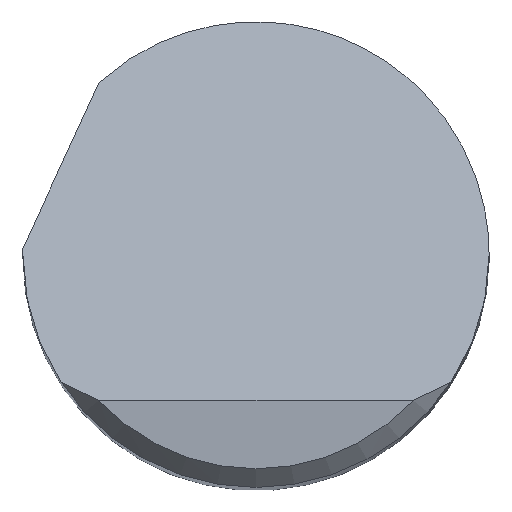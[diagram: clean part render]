
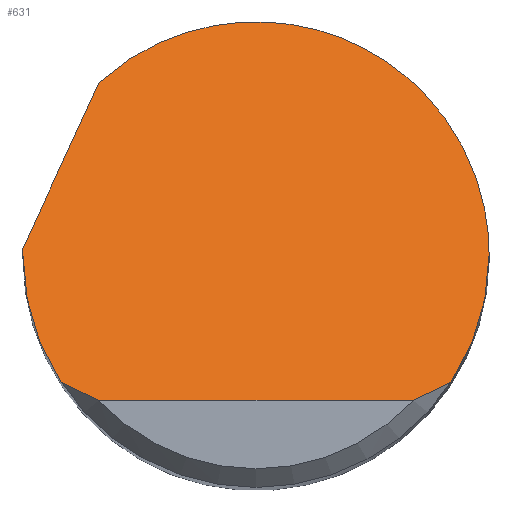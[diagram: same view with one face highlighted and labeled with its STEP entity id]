
A CAD part, top view. The second image highlights one B-rep face of the part: STEP entity #631.
In plain terms, the highlighted planar face has unit normal (0, 0.707, 0.707).
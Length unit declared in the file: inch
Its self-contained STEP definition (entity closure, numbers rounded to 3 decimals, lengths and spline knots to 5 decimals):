
#2 = CARTESIAN_POINT ( 'NONE',  ( -0.18743, 0.005, 2.3775 ) ) ;
#5 = CARTESIAN_POINT ( 'NONE',  ( -0.1875, 0., 2.3825 ) ) ;
#7 = CARTESIAN_POINT ( 'NONE',  ( -0.157, -0.1025, 2.485 ) ) ;
#27 = CARTESIAN_POINT ( 'NONE',  ( 0.1875, 0., 2.3825 ) ) ;
#32 = VERTEX_POINT ( 'NONE', #108 ) ;
#43 = CARTESIAN_POINT ( 'NONE',  ( 0.12629, -0.1175, 2.5 ) ) ;
#46 = EDGE_CURVE ( 'NONE', #318, #220, #399, .T. ) ;
#47 = CARTESIAN_POINT ( 'NONE',  ( -0.157, -0.1025, 2.485 ) ) ;
#49 = CARTESIAN_POINT ( 'NONE',  ( -0.14711, -0.10785, 2.49035 ) ) ;
#51 = EDGE_CURVE ( 'NONE', #391, #32, #681, .T. ) ;
#60 = EDGE_CURVE ( 'NONE', #220, #304, #152, .T. ) ;
#85 = EDGE_CURVE ( 'NONE', #684, #304, #189, .T. ) ;
#103 = CARTESIAN_POINT ( 'NONE',  ( 0.12629, -0.1175, 2.5 ) ) ;
#108 = CARTESIAN_POINT ( 'NONE',  ( -0.12629, -0.1175, 2.5 ) ) ;
#133 = ORIENTED_EDGE ( 'NONE', *, *, #51, .T. ) ;
#134 = CARTESIAN_POINT ( 'NONE',  ( 0., -0.1175, 2.5 ) ) ;
#137 = LINE ( 'NONE', #134, #235 ) ;
#141 =( BOUNDED_CURVE ( )  B_SPLINE_CURVE ( 3, ( #533, #360, #358, #5 ),
 .UNSPECIFIED., .F., .T. ) 
 B_SPLINE_CURVE_WITH_KNOTS ( ( 4, 4 ),
 ( 4.13401, 4.71239 ),
 .UNSPECIFIED. ) 
 CURVE ( )  GEOMETRIC_REPRESENTATION_ITEM ( )  RATIONAL_B_SPLINE_CURVE ( ( 1., 0.972, 0.972, 1. ) ) 
 REPRESENTATION_ITEM ( '' )  );
#152 =( BOUNDED_CURVE ( )  B_SPLINE_CURVE ( 3, ( #405, #521, #750, #634 ),
 .UNSPECIFIED., .F., .T. ) 
 B_SPLINE_CURVE_WITH_KNOTS ( ( 4, 4 ),
 ( 1.5708, 2.14917 ),
 .UNSPECIFIED. ) 
 CURVE ( )  GEOMETRIC_REPRESENTATION_ITEM ( )  RATIONAL_B_SPLINE_CURVE ( ( 1., 0.972, 0.972, 1. ) ) 
 REPRESENTATION_ITEM ( '' )  );
#154 = VERTEX_POINT ( 'NONE', #219 ) ;
#187 = ORIENTED_EDGE ( 'NONE', *, *, #423, .F. ) ;
#189 = B_SPLINE_CURVE_WITH_KNOTS ( 'NONE', 3,
 ( #43, #630, #470, #699 ),
 .UNSPECIFIED., .F., .F.,
 ( 4, 4 ),
 ( 0., 0.00095 ),
 .UNSPECIFIED. ) ;
#192 = PLANE ( 'NONE',  #627 ) ;
#193 = VECTOR ( 'NONE', #262, 39.37008 ) ;
#197 = DIRECTION ( 'NONE',  ( 1., 0., 0. ) ) ;
#212 = ORIENTED_EDGE ( 'NONE', *, *, #85, .T. ) ;
#214 = CARTESIAN_POINT ( 'NONE',  ( 0.014, 0.26635, 2.11615 ) ) ;
#216 = ORIENTED_EDGE ( 'NONE', *, *, #46, .F. ) ;
#219 = CARTESIAN_POINT ( 'NONE',  ( -0.1875, 0., 2.3825 ) ) ;
#220 = VERTEX_POINT ( 'NONE', #27 ) ;
#235 = VECTOR ( 'NONE', #197, 39.37008 ) ;
#262 = DIRECTION ( 'NONE',  ( 0.308, 0.673, -0.673 ) ) ;
#290 = CARTESIAN_POINT ( 'NONE',  ( -0.12629, -0.1175, 2.5 ) ) ;
#293 = EDGE_CURVE ( 'NONE', #443, #318, #605, .T. ) ;
#304 = VERTEX_POINT ( 'NONE', #381 ) ;
#315 = EDGE_CURVE ( 'NONE', #154, #443, #712, .T. ) ;
#318 = VERTEX_POINT ( 'NONE', #722 ) ;
#324 = CARTESIAN_POINT ( 'NONE',  ( -0.23821, -0.10589, 2.48839 ) ) ;
#337 = EDGE_LOOP ( 'NONE', ( #361, #212, #567, #216, #655, #435, #187, #133 ) ) ;
#358 = CARTESIAN_POINT ( 'NONE',  ( -0.1875, -0.03666, 2.41916 ) ) ;
#360 = CARTESIAN_POINT ( 'NONE',  ( -0.17704, -0.0718, 2.4543 ) ) ;
#361 = ORIENTED_EDGE ( 'NONE', *, *, #642, .T. ) ;
#374 = DIRECTION ( 'NONE',  ( 0., 0.707, -0.707 ) ) ;
#381 = CARTESIAN_POINT ( 'NONE',  ( 0.157, -0.1025, 2.485 ) ) ;
#388 = FACE_OUTER_BOUND ( 'NONE', #337, .T. ) ;
#391 = VERTEX_POINT ( 'NONE', #7 ) ;
#399 =( BOUNDED_CURVE ( )  B_SPLINE_CURVE ( 3, ( #517, #214, #623, #575 ),
 .UNSPECIFIED., .F., .T. ) 
 B_SPLINE_CURVE_WITH_KNOTS ( ( 4, 4 ),
 ( 5.54449, 7.85398 ),
 .UNSPECIFIED. ) 
 CURVE ( )  GEOMETRIC_REPRESENTATION_ITEM ( )  RATIONAL_B_SPLINE_CURVE ( ( 1., 0.603, 0.603, 1. ) ) 
 REPRESENTATION_ITEM ( '' )  );
#405 = CARTESIAN_POINT ( 'NONE',  ( 0.1875, 0., 2.3825 ) ) ;
#423 = EDGE_CURVE ( 'NONE', #391, #154, #141, .T. ) ;
#435 = ORIENTED_EDGE ( 'NONE', *, *, #315, .F. ) ;
#436 = CARTESIAN_POINT ( 'NONE',  ( -0.1875, -0.1175, 2.5 ) ) ;
#443 = VERTEX_POINT ( 'NONE', #2 ) ;
#455 = CARTESIAN_POINT ( 'NONE',  ( -0.1875, 0.00167, 2.38083 ) ) ;
#468 = CARTESIAN_POINT ( 'NONE',  ( -0.1369, -0.11288, 2.49538 ) ) ;
#470 = CARTESIAN_POINT ( 'NONE',  ( 0.14711, -0.10785, 2.49035 ) ) ;
#497 = CARTESIAN_POINT ( 'NONE',  ( -0.1875, 0., 2.3825 ) ) ;
#517 = CARTESIAN_POINT ( 'NONE',  ( -0.12625, 0.13863, 2.24387 ) ) ;
#521 = CARTESIAN_POINT ( 'NONE',  ( 0.1875, -0.03666, 2.41916 ) ) ;
#533 = CARTESIAN_POINT ( 'NONE',  ( -0.157, -0.1025, 2.485 ) ) ;
#567 = ORIENTED_EDGE ( 'NONE', *, *, #60, .F. ) ;
#575 = CARTESIAN_POINT ( 'NONE',  ( 0.1875, 0., 2.3825 ) ) ;
#605 = LINE ( 'NONE', #324, #193 ) ;
#609 = CARTESIAN_POINT ( 'NONE',  ( -0.18743, 0.005, 2.3775 ) ) ;
#623 = CARTESIAN_POINT ( 'NONE',  ( 0.1875, 0.18969, 2.19281 ) ) ;
#627 = AXIS2_PLACEMENT_3D ( 'NONE', #436, #659, #374 ) ;
#630 = CARTESIAN_POINT ( 'NONE',  ( 0.1369, -0.11288, 2.49538 ) ) ;
#631 = ADVANCED_FACE ( 'NONE', ( #388 ), #192, .F. ) ;
#634 = CARTESIAN_POINT ( 'NONE',  ( 0.157, -0.1025, 2.485 ) ) ;
#642 = EDGE_CURVE ( 'NONE', #32, #684, #137, .T. ) ;
#655 = ORIENTED_EDGE ( 'NONE', *, *, #293, .F. ) ;
#659 = DIRECTION ( 'NONE',  ( 0., -0.707, -0.707 ) ) ;
#670 = CARTESIAN_POINT ( 'NONE',  ( -0.18748, 0.00333, 2.37917 ) ) ;
#681 = B_SPLINE_CURVE_WITH_KNOTS ( 'NONE', 3,
 ( #47, #49, #468, #290 ),
 .UNSPECIFIED., .F., .F.,
 ( 4, 4 ),
 ( 0., 0.00095 ),
 .UNSPECIFIED. ) ;
#684 = VERTEX_POINT ( 'NONE', #103 ) ;
#699 = CARTESIAN_POINT ( 'NONE',  ( 0.157, -0.1025, 2.485 ) ) ;
#712 =( BOUNDED_CURVE ( )  B_SPLINE_CURVE ( 3, ( #497, #455, #670, #609 ),
 .UNSPECIFIED., .F., .T. ) 
 B_SPLINE_CURVE_WITH_KNOTS ( ( 4, 4 ),
 ( 4.71239, 4.73906 ),
 .UNSPECIFIED. ) 
 CURVE ( )  GEOMETRIC_REPRESENTATION_ITEM ( )  RATIONAL_B_SPLINE_CURVE ( ( 1., 1., 1., 1. ) ) 
 REPRESENTATION_ITEM ( '' )  );
#722 = CARTESIAN_POINT ( 'NONE',  ( -0.12625, 0.13863, 2.24387 ) ) ;
#750 = CARTESIAN_POINT ( 'NONE',  ( 0.17704, -0.0718, 2.4543 ) ) ;
